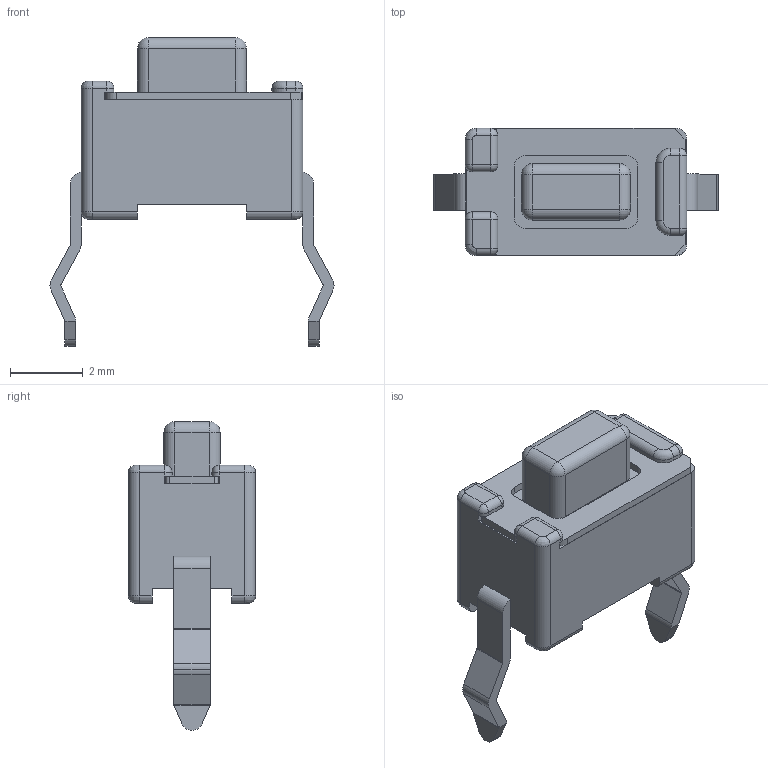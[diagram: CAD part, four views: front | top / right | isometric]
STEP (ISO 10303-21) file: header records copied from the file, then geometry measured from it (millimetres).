
FILE_DESCRIPTION(('FreeCAD Model'),'2;1');
FILE_NAME('sw_MJTP.step','2017-09-26T00:01:19',('Author'),( ''),'Open CASCADE STEP processor 6.8','FreeCAD','Unknown');
FILE_SCHEMA(('AUTOMOTIVE_DESIGN_CC2 { 1 2 10303 214 -1 1 5 4 }'));
Length unit declared in the file: millimetre
Products named in the file (1): sw_MJTP
Bounding box: 7.82 x 3.5 x 8.5 mm (x, y, z)
Volume: 77.4 mm3; surface area: 156.6 mm2
Topology: 1 solids, 3 shells, 206 faces, 540 edges, 330 vertices
Faces by surface type: plane 104, cylinder 82, sphere 12, revolution 6, torus 2
Entity records: 23835 total; most frequent: CARTESIAN_POINT 12507, DIRECTION 1676, ORIENTED_EDGE 1056, PCURVE 1056, DEFINITIONAL_REPRESENTATION 1056, LINE 856, VECTOR 856, EDGE_CURVE 528
